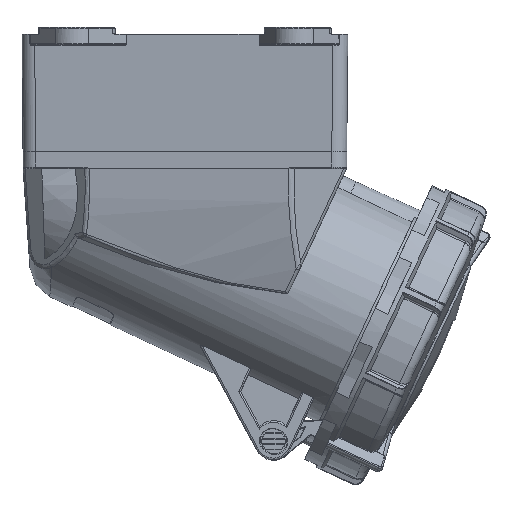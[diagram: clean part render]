
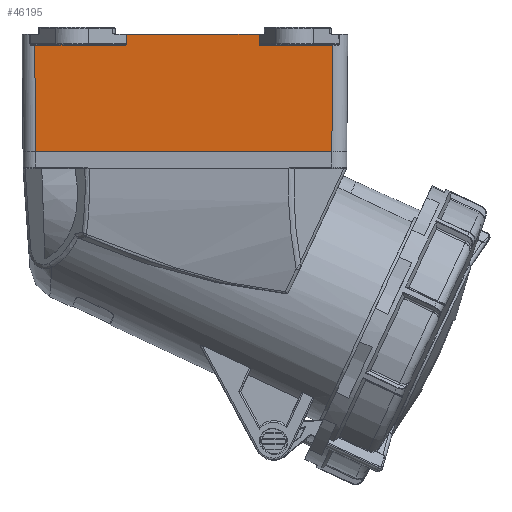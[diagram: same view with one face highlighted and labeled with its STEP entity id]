
A CAD part, left-side view. The second image highlights one B-rep face of the part: STEP entity #46195.
In plain terms, the highlighted planar face has unit normal (-0.996, 0.084, -0.009).
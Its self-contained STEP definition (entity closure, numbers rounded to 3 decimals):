
#441 = VERTEX_POINT ( 'NONE', #30774 ) ;
#2107 = CARTESIAN_POINT ( 'NONE',  ( 3569.923, 4007.083, 343.262 ) ) ;
#2414 = AXIS2_PLACEMENT_3D ( 'NONE', #19763, #27083, #8281 ) ;
#2762 = EDGE_CURVE ( 'NONE', #441, #27700, #42781, .T. ) ;
#3290 = DIRECTION ( 'NONE',  ( 0.084, 0.996, 0. ) ) ;
#3496 = LINE ( 'NONE', #37750, #21125 ) ;
#4011 = CARTESIAN_POINT ( 'NONE',  ( 3567.485, 3981.336, 374.063 ) ) ;
#5163 =( BOUNDED_CURVE ( )  B_SPLINE_CURVE ( 3, ( #44834, #23518, #34051, #26915 ),
 .UNSPECIFIED., .F., .F. ) 
 B_SPLINE_CURVE_WITH_KNOTS ( ( 4, 4 ),
 ( 4.729, 6.3 ),
 .UNSPECIFIED. ) 
 CURVE ( )  GEOMETRIC_REPRESENTATION_ITEM ( )  RATIONAL_B_SPLINE_CURVE ( ( 1., 0.805, 0.805, 1. ) ) 
 REPRESENTATION_ITEM ( '' )  );
#6097 = DIRECTION ( 'NONE',  ( -0.084, -0.996, 0. ) ) ;
#6671 = CARTESIAN_POINT ( 'NONE',  ( 3560.197, 3894.796, 374.063 ) ) ;
#6959 = LINE ( 'NONE', #29238, #14833 ) ;
#7020 = CARTESIAN_POINT ( 'NONE',  ( 3560.49, 3895.065, 343.262 ) ) ;
#8281 = DIRECTION ( 'NONE',  ( -0.009, 0., 1. ) ) ;
#10624 = VERTEX_POINT ( 'NONE', #13728 ) ;
#10695 = ORIENTED_EDGE ( 'NONE', *, *, #19825, .T. ) ;
#11596 = CARTESIAN_POINT ( 'NONE',  ( 3565.233, 3954.636, 374.463 ) ) ;
#11738 = EDGE_CURVE ( 'NONE', #46566, #39419, #29643, .T. ) ;
#11840 = EDGE_CURVE ( 'NONE', #42481, #46078, #5163, .T. ) ;
#11892 = VECTOR ( 'NONE', #13136, 1000. ) ;
#12154 = ORIENTED_EDGE ( 'NONE', *, *, #32216, .T. ) ;
#12723 = CARTESIAN_POINT ( 'NONE',  ( 3564.033, 3940.671, 377.262 ) ) ;
#13136 = DIRECTION ( 'NONE',  ( -0.084, -0.996, 0. ) ) ;
#13728 = CARTESIAN_POINT ( 'NONE',  ( 3567.485, 3981.334, 374.063 ) ) ;
#14626 = CARTESIAN_POINT ( 'NONE',  ( 3561.996, 3916.2, 374.463 ) ) ;
#14833 = VECTOR ( 'NONE', #3290, 1000. ) ;
#15259 = DIRECTION ( 'NONE',  ( 0.084, 0.996, 0. ) ) ;
#15508 = CARTESIAN_POINT ( 'NONE',  ( 3565.257, 3954.875, 374.063 ) ) ;
#16261 = CARTESIAN_POINT ( 'NONE',  ( 3565.286, 3955.219, 374.063 ) ) ;
#16780 = EDGE_CURVE ( 'NONE', #46566, #21373, #20555, .T. ) ;
#17737 = EDGE_CURVE ( 'NONE', #39419, #44666, #28010, .T. ) ;
#18022 = VERTEX_POINT ( 'NONE', #6671 ) ;
#18282 = EDGE_LOOP ( 'NONE', ( #44183, #25285, #12154, #10695, #31425, #31233, #34716, #26292, #42658, #36217 ) ) ;
#18434 = DIRECTION ( 'NONE',  ( -0.009, -0.005, 1. ) ) ;
#19763 = CARTESIAN_POINT ( 'NONE',  ( 3564.328, 3940.646, 343.264 ) ) ;
#19825 = EDGE_CURVE ( 'NONE', #18022, #42481, #6959, .T. ) ;
#20005 = PLANE ( 'NONE',  #2414 ) ;
#20555 = LINE ( 'NONE', #12723, #24966 ) ;
#21125 = VECTOR ( 'NONE', #18434, 1000. ) ;
#21373 = VERTEX_POINT ( 'NONE', #43838 ) ;
#21819 = DIRECTION ( 'NONE',  ( 0.008, -0.01, -1. ) ) ;
#21925 = VECTOR ( 'NONE', #30210, 1000. ) ;
#22143 = LINE ( 'NONE', #4011, #26964 ) ;
#22618 = CARTESIAN_POINT ( 'NONE',  ( 3567.735, 3981.062, 342.938 ) ) ;
#22967 = FACE_OUTER_BOUND ( 'NONE', #18282, .T. ) ;
#23484 = EDGE_CURVE ( 'NONE', #10624, #441, #41473, .T. ) ;
#23518 = CARTESIAN_POINT ( 'NONE',  ( 3561.984, 3916.008, 374.063 ) ) ;
#24966 = VECTOR ( 'NONE', #6097, 1000. ) ;
#25285 = ORIENTED_EDGE ( 'NONE', *, *, #2762, .T. ) ;
#26292 = ORIENTED_EDGE ( 'NONE', *, *, #11738, .T. ) ;
#26915 = CARTESIAN_POINT ( 'NONE',  ( 3561.996, 3916.2, 374.463 ) ) ;
#26964 = VECTOR ( 'NONE', #15259, 1000. ) ;
#27083 = DIRECTION ( 'NONE',  ( -0.996, 0.084, -0.009 ) ) ;
#27268 = CARTESIAN_POINT ( 'NONE',  ( 3560.494, 3895.069, 342.83 ) ) ;
#27700 = VERTEX_POINT ( 'NONE', #7020 ) ;
#28010 =( BOUNDED_CURVE ( )  B_SPLINE_CURVE ( 3, ( #11596, #30220, #15508, #45141 ),
 .UNSPECIFIED., .F., .F. ) 
 B_SPLINE_CURVE_WITH_KNOTS ( ( 4, 4 ),
 ( 3.13, 4.7 ),
 .UNSPECIFIED. ) 
 CURVE ( )  GEOMETRIC_REPRESENTATION_ITEM ( )  RATIONAL_B_SPLINE_CURVE ( ( 1., 0.805, 0.805, 1. ) ) 
 REPRESENTATION_ITEM ( '' )  );
#28941 = CARTESIAN_POINT ( 'NONE',  ( 3561.961, 3915.733, 374.063 ) ) ;
#29238 = CARTESIAN_POINT ( 'NONE',  ( 3561.991, 3916.089, 374.063 ) ) ;
#29643 = LINE ( 'NONE', #47784, #31811 ) ;
#30210 = DIRECTION ( 'NONE',  ( 0.008, -0.009, -1. ) ) ;
#30220 = CARTESIAN_POINT ( 'NONE',  ( 3565.235, 3954.634, 374.229 ) ) ;
#30774 = CARTESIAN_POINT ( 'NONE',  ( 3567.732, 3981.065, 343.262 ) ) ;
#30982 = LINE ( 'NONE', #27268, #47734 ) ;
#31233 = ORIENTED_EDGE ( 'NONE', *, *, #42667, .T. ) ;
#31425 = ORIENTED_EDGE ( 'NONE', *, *, #11840, .T. ) ;
#31811 = VECTOR ( 'NONE', #21819, 1000. ) ;
#32216 = EDGE_CURVE ( 'NONE', #27700, #18022, #30982, .T. ) ;
#34051 = CARTESIAN_POINT ( 'NONE',  ( 3561.999, 3916.201, 374.229 ) ) ;
#34716 = ORIENTED_EDGE ( 'NONE', *, *, #16780, .F. ) ;
#36217 = ORIENTED_EDGE ( 'NONE', *, *, #40232, .T. ) ;
#37750 = CARTESIAN_POINT ( 'NONE',  ( 3562.283, 3916.345, 343.133 ) ) ;
#39419 = VERTEX_POINT ( 'NONE', #45123 ) ;
#40232 = EDGE_CURVE ( 'NONE', #44666, #10624, #22143, .T. ) ;
#41473 = LINE ( 'NONE', #22618, #21925 ) ;
#42235 = DIRECTION ( 'NONE',  ( -0.009, -0.009, 1. ) ) ;
#42481 = VERTEX_POINT ( 'NONE', #28941 ) ;
#42658 = ORIENTED_EDGE ( 'NONE', *, *, #17737, .T. ) ;
#42667 = EDGE_CURVE ( 'NONE', #46078, #21373, #3496, .T. ) ;
#42781 = LINE ( 'NONE', #2107, #11892 ) ;
#43838 = CARTESIAN_POINT ( 'NONE',  ( 3561.971, 3916.187, 377.262 ) ) ;
#44183 = ORIENTED_EDGE ( 'NONE', *, *, #23484, .T. ) ;
#44666 = VERTEX_POINT ( 'NONE', #16261 ) ;
#44834 = CARTESIAN_POINT ( 'NONE',  ( 3561.961, 3915.733, 374.063 ) ) ;
#45123 = CARTESIAN_POINT ( 'NONE',  ( 3565.233, 3954.636, 374.463 ) ) ;
#45141 = CARTESIAN_POINT ( 'NONE',  ( 3565.286, 3955.219, 374.063 ) ) ;
#45638 = CARTESIAN_POINT ( 'NONE',  ( 3565.211, 3954.665, 377.262 ) ) ;
#46078 = VERTEX_POINT ( 'NONE', #14626 ) ;
#46195 = ADVANCED_FACE ( 'NONE', ( #22967 ), #20005, .T. ) ;
#46566 = VERTEX_POINT ( 'NONE', #45638 ) ;
#47734 = VECTOR ( 'NONE', #42235, 1000. ) ;
#47784 = CARTESIAN_POINT ( 'NONE',  ( 3565.481, 3954.32, 343.135 ) ) ;
